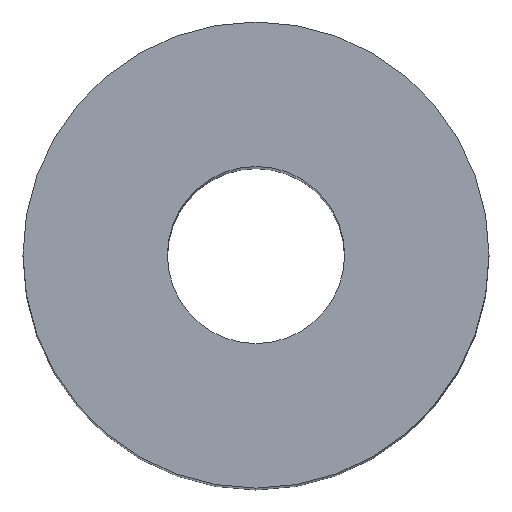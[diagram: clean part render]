
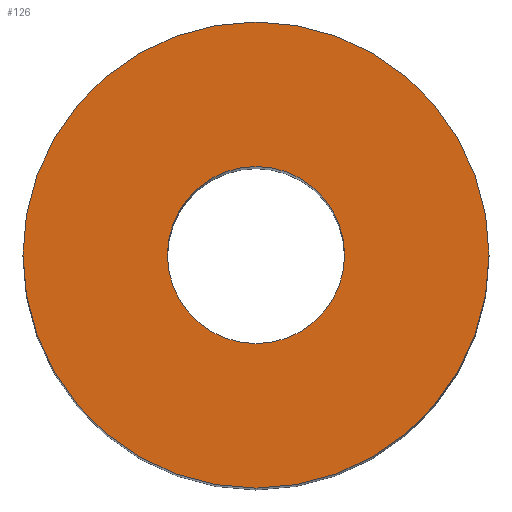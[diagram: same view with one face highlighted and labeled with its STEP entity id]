
A CAD part, top view. The second image highlights one B-rep face of the part: STEP entity #126.
In plain terms, the highlighted planar face has unit normal (0, 0, 1).
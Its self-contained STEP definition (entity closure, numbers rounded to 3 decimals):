
#1=CARTESIAN_POINT('POINT1',(-4.826,0.,58.852));
#2=VERTEX_POINT('VERTEX1',#1);
#20=CARTESIAN_POINT('POINT4',(4.826,0.,58.852));
#21=VERTEX_POINT('VERTEX4',#20);
#28=CARTESIAN_POINT('POS4',(0.,0.,58.852));
#29=DIRECTION('DIR5',(0.,0.,-1.));
#30=DIRECTION('DIR6',(-1.,0.,0.));
#31=AXIS2_PLACEMENT_3D('AXIS2',#28,#29,#30);
#32=CIRCLE('ELLIPSE2',#31,4.826);
#33=EDGE_CURVE('EDGE4',#2,#21,#32,.T.);
#52=CARTESIAN_POINT('POS7',(0.,0.,58.852));
#53=DIRECTION('DIR11',(0.,0.,-1.));
#54=DIRECTION('DIR12',(1.,0.,0.));
#55=AXIS2_PLACEMENT_3D('AXIS5',#52,#53,#54);
#56=CIRCLE('ELLIPSE4',#55,4.826);
#57=EDGE_CURVE('EDGE6',#21,#2,#56,.T.);
#97=CARTESIAN_POINT('POINT7',(-12.7,0.,58.852));
#98=VERTEX_POINT('VERTEX7',#97);
#99=CARTESIAN_POINT('POINT8',(12.7,0.,58.852));
#100=VERTEX_POINT('VERTEX8',#99);
#101=CARTESIAN_POINT('POS12',(0.,0.,58.852));
#102=DIRECTION('DIR21',(0.,0.,1.));
#103=DIRECTION('DIR22',(-1.,0.,0.));
#104=AXIS2_PLACEMENT_3D('AXIS10',#101,#102,#103);
#105=CIRCLE('ELLIPSE7',#104,12.7);
#106=EDGE_CURVE('EDGE9',#98,#100,#105,.T.);
#107=ORIENTED_EDGE('COEDGE13',*,*,#106,.T.);
#108=CARTESIAN_POINT('POS13',(0.,0.,58.852));
#109=DIRECTION('DIR23',(0.,0.,1.));
#110=DIRECTION('DIR24',(1.,0.,0.));
#111=AXIS2_PLACEMENT_3D('AXIS11',#108,#109,#110);
#112=CIRCLE('ELLIPSE8',#111,12.7);
#113=EDGE_CURVE('EDGE10',#100,#98,#112,.T.);
#114=ORIENTED_EDGE('COEDGE14',*,*,#113,.T.);
#115=EDGE_LOOP('NONE',(#107,#114));
#116=FACE_BOUND('LOOP1',#115,.T.);
#117=ORIENTED_EDGE('COEDGE15',*,*,#57,.T.);
#118=ORIENTED_EDGE('COEDGE16',*,*,#33,.T.);
#119=EDGE_LOOP('NONE',(#117,#118));
#120=FACE_BOUND('LOOP1',#119,.T.);
#121=CARTESIAN_POINT('POS14',(0.,0.,58.852));
#122=DIRECTION('DIR25',(0.,0.,1.));
#123=DIRECTION('DIR26',(1.,0.,0.));
#124=AXIS2_PLACEMENT_3D('AXIS12',#121,#122,#123);
#125=PLANE('PLANE2',#124);
#126=ADVANCED_FACE('FACE4',(#116,#120),#125,.T.);
